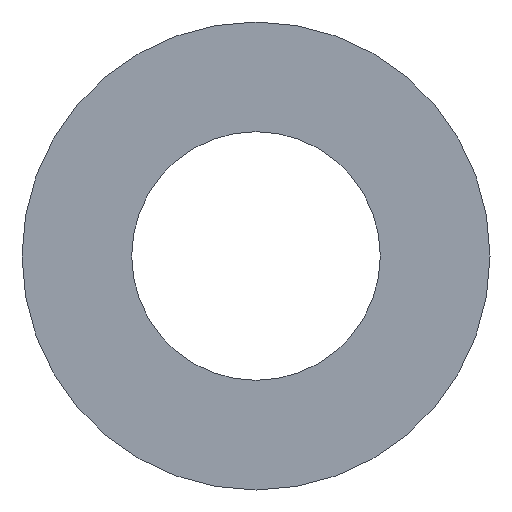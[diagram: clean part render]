
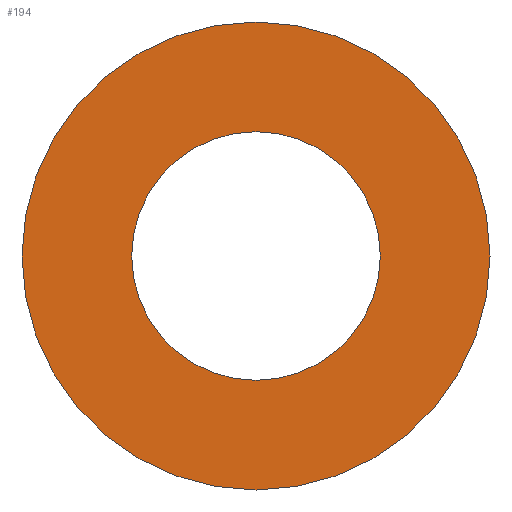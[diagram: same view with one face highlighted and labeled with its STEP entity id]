
A CAD part, front view. The second image highlights one B-rep face of the part: STEP entity #194.
In plain terms, the highlighted planar face has unit normal (0, -1, 0).
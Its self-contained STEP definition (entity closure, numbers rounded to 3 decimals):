
#138 = CARTESIAN_POINT ( 'NONE',  ( 0., 0., 24. ) ) ;
#150 = DIRECTION ( 'NONE',  ( 0., 0., -1. ) ) ;
#151 = DIRECTION ( 'NONE',  ( 0., -1., 0. ) ) ;
#152 = CIRCLE ( 'NONE', #214, 24. ) ;
#158 = DIRECTION ( 'NONE',  ( 0., 0., -1. ) ) ;
#159 = DIRECTION ( 'NONE',  ( 0., -1., 0. ) ) ;
#160 = CIRCLE ( 'NONE', #164, 12.75 ) ;
#164 = AXIS2_PLACEMENT_3D ( 'NONE', #179, #159, #158 ) ;
#174 = CARTESIAN_POINT ( 'NONE',  ( 0., 0., -12.75 ) ) ;
#177 = FACE_BOUND ( 'NONE', #200, .T. ) ;
#179 = CARTESIAN_POINT ( 'NONE',  ( 0., 0., 0. ) ) ;
#194 = ADVANCED_FACE ( 'NONE', ( #276, #177 ), #315, .T. ) ;
#198 = EDGE_CURVE ( 'NONE', #257, #258, #248, .T. ) ;
#199 = ORIENTED_EDGE ( 'NONE', *, *, #253, .T. ) ;
#200 = EDGE_LOOP ( 'NONE', ( #201, #202 ) ) ;
#201 = ORIENTED_EDGE ( 'NONE', *, *, #198, .F. ) ;
#202 = ORIENTED_EDGE ( 'NONE', *, *, #262, .F. ) ;
#211 = DIRECTION ( 'NONE',  ( 0., 0., -1. ) ) ;
#212 = DIRECTION ( 'NONE',  ( 0., -1., 0. ) ) ;
#213 = CARTESIAN_POINT ( 'NONE',  ( 0., 0., 0. ) ) ;
#214 = AXIS2_PLACEMENT_3D ( 'NONE', #213, #212, #211 ) ;
#215 = CARTESIAN_POINT ( 'NONE',  ( 0., 0., -24. ) ) ;
#216 = DIRECTION ( 'NONE',  ( 0., 0., -1. ) ) ;
#217 = DIRECTION ( 'NONE',  ( 0., -1., 0. ) ) ;
#218 = CARTESIAN_POINT ( 'NONE',  ( 0., 0., 0. ) ) ;
#219 = AXIS2_PLACEMENT_3D ( 'NONE', #218, #217, #216 ) ;
#220 = CIRCLE ( 'NONE', #219, 24. ) ;
#222 = CARTESIAN_POINT ( 'NONE',  ( 0., 0., 12.75 ) ) ;
#242 = VERTEX_POINT ( 'NONE', #138 ) ;
#248 = CIRCLE ( 'NONE', #268, 12.75 ) ;
#253 = EDGE_CURVE ( 'NONE', #242, #256, #220, .T. ) ;
#256 = VERTEX_POINT ( 'NONE', #215 ) ;
#257 = VERTEX_POINT ( 'NONE', #174 ) ;
#258 = VERTEX_POINT ( 'NONE', #222 ) ;
#262 = EDGE_CURVE ( 'NONE', #258, #257, #160, .T. ) ;
#266 = ORIENTED_EDGE ( 'NONE', *, *, #278, .T. ) ;
#267 = CARTESIAN_POINT ( 'NONE',  ( 0., 0., 0. ) ) ;
#268 = AXIS2_PLACEMENT_3D ( 'NONE', #267, #151, #150 ) ;
#271 = DIRECTION ( 'NONE',  ( 0., 0., -1. ) ) ;
#272 = DIRECTION ( 'NONE',  ( 0., -1., 0. ) ) ;
#273 = CARTESIAN_POINT ( 'NONE',  ( 24., 0., 0. ) ) ;
#276 = FACE_OUTER_BOUND ( 'NONE', #286, .T. ) ;
#278 = EDGE_CURVE ( 'NONE', #256, #242, #152, .T. ) ;
#286 = EDGE_LOOP ( 'NONE', ( #266, #199 ) ) ;
#314 = AXIS2_PLACEMENT_3D ( 'NONE', #273, #272, #271 ) ;
#315 = PLANE ( 'NONE',  #314 ) ;
